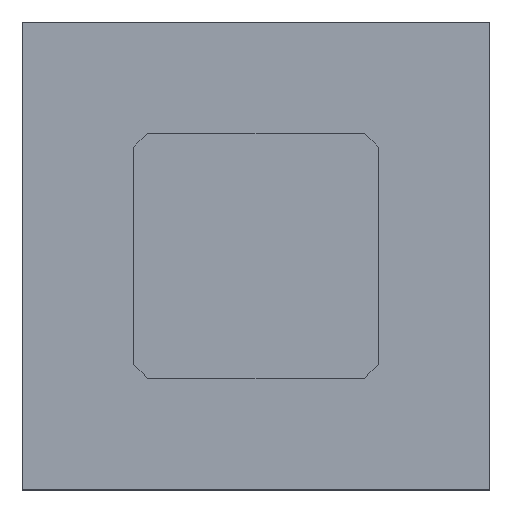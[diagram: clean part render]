
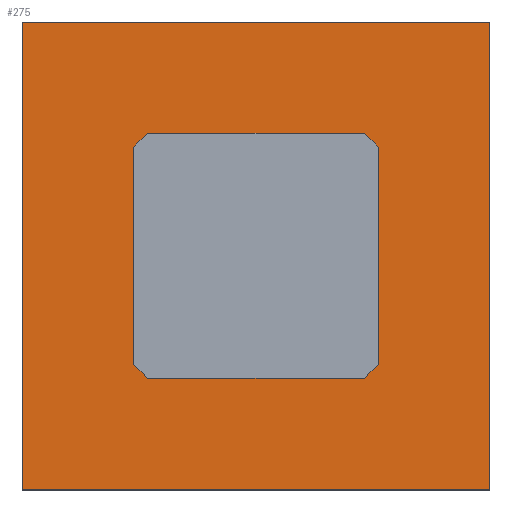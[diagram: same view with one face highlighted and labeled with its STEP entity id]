
A CAD part, top view. The second image highlights one B-rep face of the part: STEP entity #275.
In plain terms, the highlighted planar face has unit normal (0, 0, 1).
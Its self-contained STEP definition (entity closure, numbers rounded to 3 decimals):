
#36=ORIENTED_EDGE('',*,*,#104,.F.);
#37=ORIENTED_EDGE('',*,*,#105,.T.);
#38=ORIENTED_EDGE('',*,*,#106,.F.);
#39=ORIENTED_EDGE('',*,*,#107,.T.);
#40=ORIENTED_EDGE('',*,*,#108,.F.);
#41=ORIENTED_EDGE('',*,*,#109,.T.);
#42=ORIENTED_EDGE('',*,*,#110,.F.);
#43=ORIENTED_EDGE('',*,*,#111,.T.);
#44=ORIENTED_EDGE('',*,*,#94,.T.);
#45=ORIENTED_EDGE('',*,*,#98,.T.);
#46=ORIENTED_EDGE('',*,*,#101,.T.);
#47=ORIENTED_EDGE('',*,*,#103,.T.);
#94=EDGE_CURVE('',#131,#130,#154,.T.);
#98=EDGE_CURVE('',#130,#133,#158,.T.);
#101=EDGE_CURVE('',#133,#135,#161,.T.);
#103=EDGE_CURVE('',#135,#131,#163,.T.);
#104=EDGE_CURVE('',#136,#137,#164,.T.);
#105=EDGE_CURVE('',#136,#138,#165,.F.);
#106=EDGE_CURVE('',#139,#138,#166,.T.);
#107=EDGE_CURVE('',#139,#140,#167,.F.);
#108=EDGE_CURVE('',#141,#140,#168,.T.);
#109=EDGE_CURVE('',#141,#142,#169,.F.);
#110=EDGE_CURVE('',#143,#142,#170,.T.);
#111=EDGE_CURVE('',#143,#137,#171,.F.);
#130=VERTEX_POINT('',#388);
#131=VERTEX_POINT('',#390);
#133=VERTEX_POINT('',#396);
#135=VERTEX_POINT('',#402);
#136=VERTEX_POINT('',#409);
#137=VERTEX_POINT('',#410);
#138=VERTEX_POINT('',#412);
#139=VERTEX_POINT('',#414);
#140=VERTEX_POINT('',#416);
#141=VERTEX_POINT('',#418);
#142=VERTEX_POINT('',#420);
#143=VERTEX_POINT('',#422);
#154=LINE('',#389,#190);
#158=LINE('',#397,#194);
#161=LINE('',#403,#197);
#163=LINE('',#406,#199);
#164=LINE('',#408,#200);
#165=LINE('',#411,#201);
#166=LINE('',#413,#202);
#167=LINE('',#415,#203);
#168=LINE('',#417,#204);
#169=LINE('',#419,#205);
#170=LINE('',#421,#206);
#171=LINE('',#423,#207);
#190=VECTOR('',#320,1000.);
#194=VECTOR('',#326,1000.);
#197=VECTOR('',#331,1000.);
#199=VECTOR('',#335,1000.);
#200=VECTOR('',#338,1000.);
#201=VECTOR('',#339,1000.);
#202=VECTOR('',#340,1000.);
#203=VECTOR('',#341,1000.);
#204=VECTOR('',#342,1000.);
#205=VECTOR('',#343,1000.);
#206=VECTOR('',#344,1000.);
#207=VECTOR('',#345,1000.);
#228=EDGE_LOOP('',(#36,#37,#38,#39,#40,#41,#42,#43));
#229=EDGE_LOOP('',(#44,#45,#46,#47));
#244=FACE_BOUND('',#228,.T.);
#245=FACE_BOUND('',#229,.T.);
#260=PLANE('',#303);
#275=ADVANCED_FACE('',(#244,#245),#260,.T.);
#303=AXIS2_PLACEMENT_3D('',#407,#336,#337);
#320=DIRECTION('',(0.,1.,0.));
#326=DIRECTION('',(-1.,0.,0.));
#331=DIRECTION('',(0.,-1.,0.));
#335=DIRECTION('',(1.,0.,0.));
#336=DIRECTION('',(0.,0.,1.));
#337=DIRECTION('',(1.,0.,0.));
#338=DIRECTION('',(0.,1.,0.));
#339=DIRECTION('',(0.707,0.707,0.));
#340=DIRECTION('',(1.,0.,0.));
#341=DIRECTION('',(0.707,-0.707,0.));
#342=DIRECTION('',(0.,-1.,0.));
#343=DIRECTION('',(-0.707,-0.707,0.));
#344=DIRECTION('',(-1.,0.,0.));
#345=DIRECTION('',(-0.707,0.707,0.));
#388=CARTESIAN_POINT('',(167.,167.,182.));
#389=CARTESIAN_POINT('',(167.,-167.,182.));
#390=CARTESIAN_POINT('',(167.,-167.,182.));
#396=CARTESIAN_POINT('',(-167.,167.,182.));
#397=CARTESIAN_POINT('',(167.,167.,182.));
#402=CARTESIAN_POINT('',(-167.,-167.,182.));
#403=CARTESIAN_POINT('',(-167.,167.,182.));
#406=CARTESIAN_POINT('',(-167.,-167.,182.));
#407=CARTESIAN_POINT('',(0.,0.,182.));
#408=CARTESIAN_POINT('',(87.5,-87.5,182.));
#409=CARTESIAN_POINT('',(87.5,-77.5,182.));
#410=CARTESIAN_POINT('',(87.5,77.5,182.));
#411=CARTESIAN_POINT('',(87.5,-77.5,182.));
#412=CARTESIAN_POINT('',(77.5,-87.5,182.));
#413=CARTESIAN_POINT('',(-87.5,-87.5,182.));
#414=CARTESIAN_POINT('',(-77.5,-87.5,182.));
#415=CARTESIAN_POINT('',(-77.5,-87.5,182.));
#416=CARTESIAN_POINT('',(-87.5,-77.5,182.));
#417=CARTESIAN_POINT('',(-87.5,87.5,182.));
#418=CARTESIAN_POINT('',(-87.5,77.5,182.));
#419=CARTESIAN_POINT('',(-87.5,77.5,182.));
#420=CARTESIAN_POINT('',(-77.5,87.5,182.));
#421=CARTESIAN_POINT('',(87.5,87.5,182.));
#422=CARTESIAN_POINT('',(77.5,87.5,182.));
#423=CARTESIAN_POINT('',(77.5,87.5,182.));
